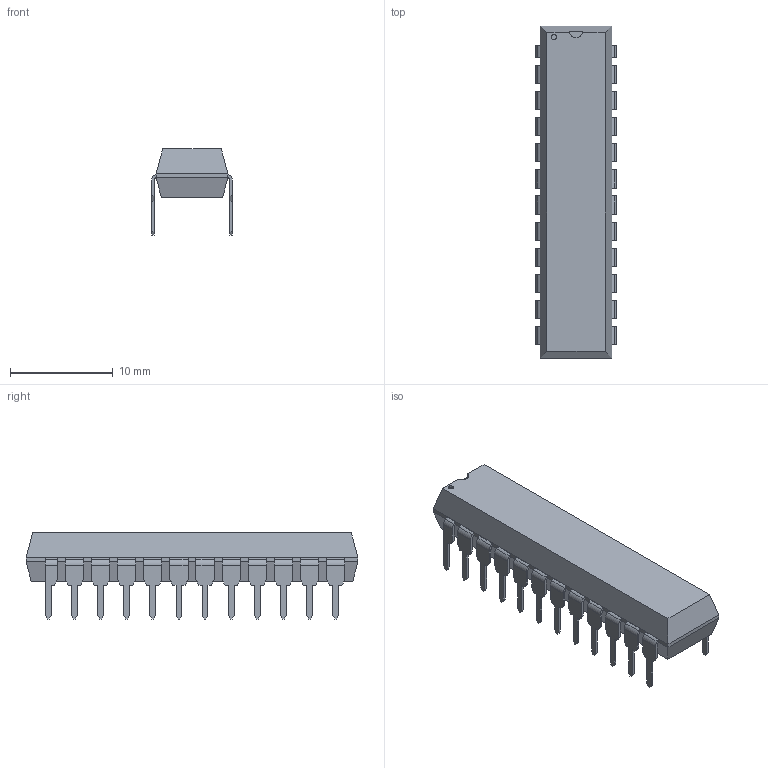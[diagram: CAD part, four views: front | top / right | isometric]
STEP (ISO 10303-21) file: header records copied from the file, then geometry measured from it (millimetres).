
FILE_DESCRIPTION((''),'2;1');
FILE_NAME('DIP24-300.stp','2009-06-30T13:15:50',(''),(''),'Mechanical Desktop 2006','Mechanical Desktop 2006',', , ');
FILE_SCHEMA(('AUTOMOTIVE_DESIGN { 1 2 10303 214 0 1 1 1 }'));
Length unit declared in the file: millimetre
Products named in the file (1): Product
Bounding box: 7.87 x 32.26 x 8.38 mm (x, y, z)
Volume: 1002.4 mm3; surface area: 1164.7 mm2
Topology: 28 solids, 28 shells, 499 faces, 1319 edges, 878 vertices
Faces by surface type: bspline 236, plane 208, cylinder 55
Entity records: 16079 total; most frequent: CARTESIAN_POINT 4188, ORIENTED_EDGE 2636, DIRECTION 2071, EDGE_CURVE 1318, VECTOR 1095, LINE 1095, VERTEX_POINT 876, EDGE_LOOP 500
